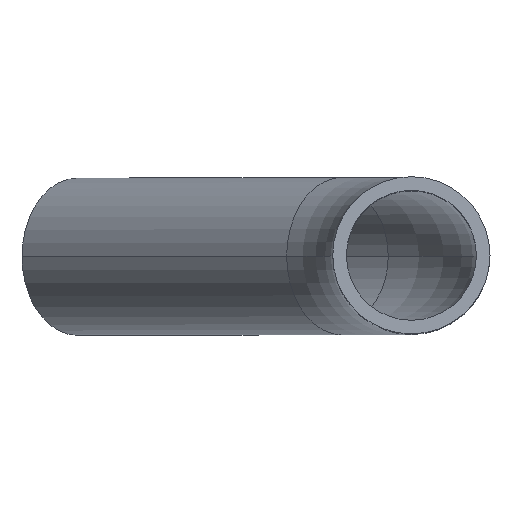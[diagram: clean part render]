
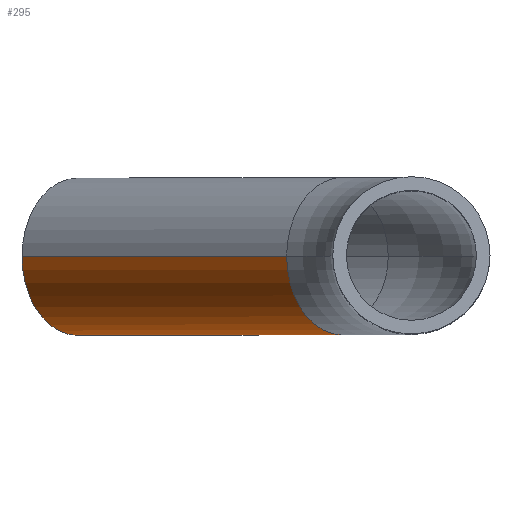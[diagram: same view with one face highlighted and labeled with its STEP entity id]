
A CAD part, top view. The second image highlights one B-rep face of the part: STEP entity #295.
In plain terms, the highlighted cylindrical face has radius 9.525 mm (diameter 19.05 mm), a partial arc.
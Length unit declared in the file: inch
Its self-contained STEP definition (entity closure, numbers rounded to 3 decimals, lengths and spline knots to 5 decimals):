
#12 = CIRCLE ( 'NONE', #144, 0.375 ) ;
#13 = CARTESIAN_POINT ( 'NONE',  ( -0.20114, 0., -2.32385 ) ) ;
#32 = EDGE_CURVE ( 'NONE', #426, #394, #173, .T. ) ;
#37 = CARTESIAN_POINT ( 'NONE',  ( 0.53103, 0., -0.53103 ) ) ;
#52 = DIRECTION ( 'NONE',  ( 0.707, 0., -0.707 ) ) ;
#70 = DIRECTION ( 'NONE',  ( -0.707, 0., 0.707 ) ) ;
#87 = AXIS2_PLACEMENT_3D ( 'NONE', #324, #259, #52 ) ;
#91 = EDGE_CURVE ( 'NONE', #155, #426, #12, .T. ) ;
#103 = DIRECTION ( 'NONE',  ( 0.707, 0., 0.707 ) ) ;
#107 = CARTESIAN_POINT ( 'NONE',  ( -0.4663, 0., -2.05868 ) ) ;
#111 = ORIENTED_EDGE ( 'NONE', *, *, #135, .T. ) ;
#114 = CARTESIAN_POINT ( 'NONE',  ( -0.20114, 0., -2.32385 ) ) ;
#126 = AXIS2_PLACEMENT_3D ( 'NONE', #277, #248, #280 ) ;
#128 = ORIENTED_EDGE ( 'NONE', *, *, #32, .F. ) ;
#135 = EDGE_CURVE ( 'NONE', #155, #364, #356, .T. ) ;
#144 = AXIS2_PLACEMENT_3D ( 'NONE', #107, #249, #70 ) ;
#150 = EDGE_LOOP ( 'NONE', ( #128, #210, #111, #365 ) ) ;
#153 = EDGE_CURVE ( 'NONE', #364, #394, #363, .T. ) ;
#155 = VERTEX_POINT ( 'NONE', #13 ) ;
#173 = LINE ( 'NONE', #207, #344 ) ;
#184 = CARTESIAN_POINT ( 'NONE',  ( -0.73147, 0., -1.79352 ) ) ;
#185 = VECTOR ( 'NONE', #308, 39.37008 ) ;
#207 = CARTESIAN_POINT ( 'NONE',  ( -0.73147, 0., -1.79352 ) ) ;
#210 = ORIENTED_EDGE ( 'NONE', *, *, #91, .F. ) ;
#248 = DIRECTION ( 'NONE',  ( -0.707, 0., -0.707 ) ) ;
#249 = DIRECTION ( 'NONE',  ( -0.707, 0., -0.707 ) ) ;
#252 = FACE_OUTER_BOUND ( 'NONE', #150, .T. ) ;
#259 = DIRECTION ( 'NONE',  ( 0.707, 0., 0.707 ) ) ;
#277 = CARTESIAN_POINT ( 'NONE',  ( 0.79619, 0., -0.79619 ) ) ;
#280 = DIRECTION ( 'NONE',  ( -0.707, 0., 0.707 ) ) ;
#295 = ADVANCED_FACE ( 'NONE', ( #252 ), #338, .T. ) ;
#300 = CARTESIAN_POINT ( 'NONE',  ( 1.06136, 0., -1.06136 ) ) ;
#308 = DIRECTION ( 'NONE',  ( 0.707, 0., 0.707 ) ) ;
#324 = CARTESIAN_POINT ( 'NONE',  ( -0.4663, 0., -2.05868 ) ) ;
#338 = CYLINDRICAL_SURFACE ( 'NONE', #87, 0.375 ) ;
#344 = VECTOR ( 'NONE', #103, 39.37008 ) ;
#356 = LINE ( 'NONE', #114, #185 ) ;
#363 = CIRCLE ( 'NONE', #126, 0.375 ) ;
#364 = VERTEX_POINT ( 'NONE', #300 ) ;
#365 = ORIENTED_EDGE ( 'NONE', *, *, #153, .T. ) ;
#394 = VERTEX_POINT ( 'NONE', #37 ) ;
#426 = VERTEX_POINT ( 'NONE', #184 ) ;
